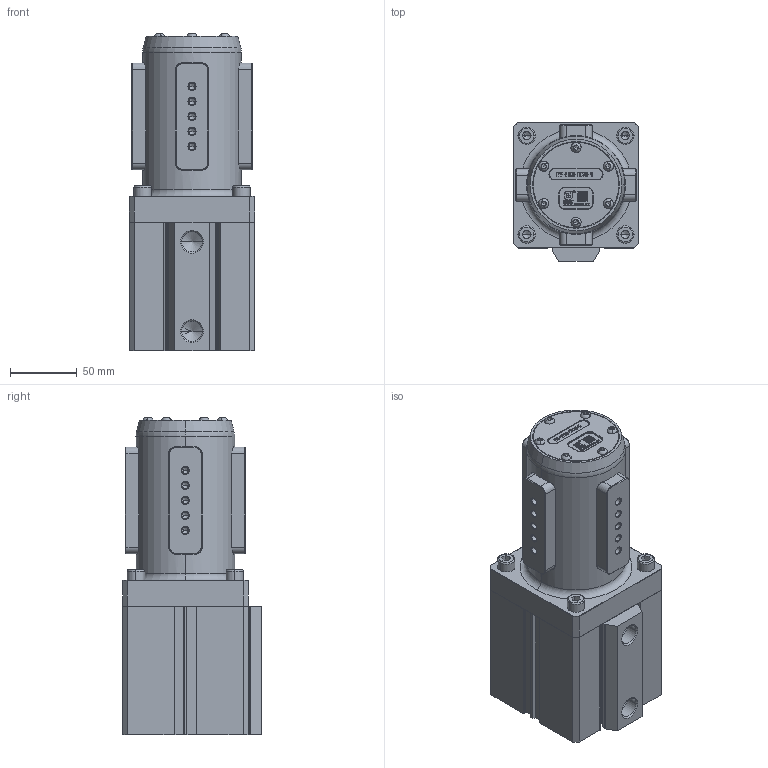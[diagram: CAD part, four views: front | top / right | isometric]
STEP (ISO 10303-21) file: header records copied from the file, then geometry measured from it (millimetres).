
FILE_DESCRIPTION (( 'STEP AP203' ), '1' );
FILE_NAME ('FY-HDJ-D75-1-杅耀.STEP', '2025-10-30T06:36:17', ( 'User' ), ( 'Microsoft' ), 'SwSTEP 2.0', 'SolidWorks 2015', '' );
FILE_SCHEMA (( 'CONFIG_CONTROL_DESIGN' ));
Length unit declared in the file: millimetre
Products named in the file (11): FY-HDJ-D75-1-杅耀; FY-HDJ-D75-1囀傅ヶ裔; hexagon socket button head screws gb_GB_SOCKET_TYPE7 M4X16-N; SDA-80x30; hexagon socket head cap screws gb_GB_FASTENER_SCREWS_HSHCS M8X80-N; FY-HDJ-D75-1倰瘍; FY-JGZ 125-1-SADLOGO; 本公司二维码-梵煜2; FY-HDJ-D75-1囀傅褲极; 陔遴LOGO齪郪磁; FY-HDJ-D75-1囀傅賑輸
Assembly tree (22 placements, depth 3):
  FY-HDJ-D75-1-杅耀
    FY-HDJ-D75-1囀傅褲极
    FY-HDJ-D75-1囀傅賑輸  x5
    FY-HDJ-D75-1囀傅ヶ裔
    hexagon socket button head screws gb_GB_SOCKET_TYPE7 M4X16-N  x6
    SDA-80x30
    hexagon socket head cap screws gb_GB_FASTENER_SCREWS_HSHCS M8X80-N  x4
    FY-HDJ-D75-1倰瘍
    陔遴LOGO齪郪磁
      FY-JGZ 125-1-SADLOGO
      本公司二维码-梵煜2
Bounding box: 94 x 104 x 237.7 mm (x, y, z)
Volume: 1387423.2 mm3; surface area: 246329.5 mm2
Topology: 31 solids, 31 shells, 1780 faces, 4492 edges, 2821 vertices
Faces by surface type: plane 1064, cylinder 308, cone 272, bspline 110, torus 14, sphere 12
Entity records: 54860 total; most frequent: CARTESIAN_POINT 18891, ORIENTED_EDGE 7352, DIRECTION 6665, EDGE_CURVE 3676, VECTOR 2783, LINE 2783, VERTEX_POINT 2381, AXIS2_PLACEMENT_3D 1941
